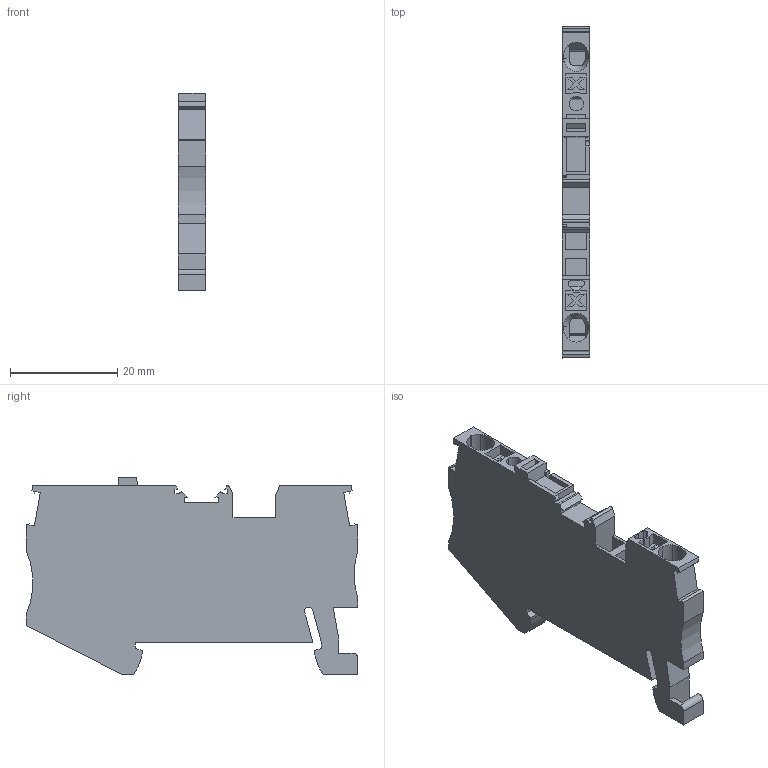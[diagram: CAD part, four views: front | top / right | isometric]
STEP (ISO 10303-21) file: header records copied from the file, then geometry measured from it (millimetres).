
FILE_DESCRIPTION(('Creo Elements/Direct Modeling STEP Export'),'2;1');
FILE_NAME('model.stp','2024-03-14T10:49:31',(''),(''),'Creo Elements/Direct Modeling STEP processor for AP214 (Solid Model)','Creo Elements/Direct Modeling 20.1D 10-Oct-2020 (C) Parametric Technology GmbH','');
FILE_SCHEMA(('AUTOMOTIVE_DESIGN { 1 0 10303 214 1 1 1 1 }'));
Length unit declared in the file: millimetre
Products named in the file (2): XT_2.5_MT_BU-select
Assembly tree (1 placements, depth 2):
  XT_2.5_MT_BU-select
    XT_2.5_MT_BU-select
Bounding box: 5.15 x 61.9 x 36.85 mm (x, y, z)
Volume: 7985.2 mm3; surface area: 5880.8 mm2
Topology: 1 solids, 1 shells, 228 faces, 645 edges, 429 vertices
Faces by surface type: plane 179, cylinder 42, extrusion 5, cone 2
Entity records: 10591 total; most frequent: CARTESIAN_POINT 2829, ORIENTED_EDGE 1290, DIRECTION 1107, EDGE_CURVE 645, VECTOR 529, LINE 524, VERTEX_POINT 429, AXIS2_PLACEMENT_3D 289
